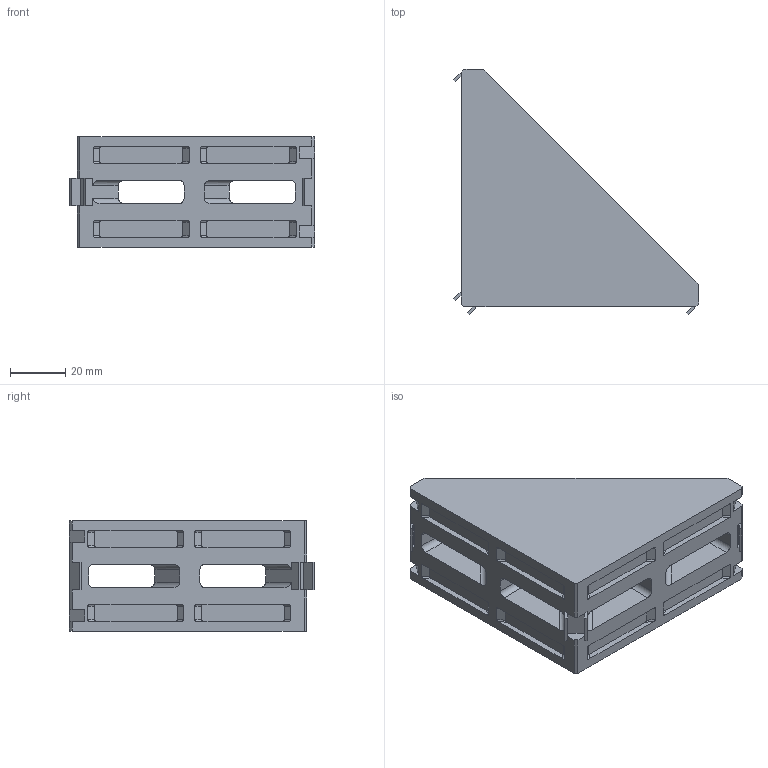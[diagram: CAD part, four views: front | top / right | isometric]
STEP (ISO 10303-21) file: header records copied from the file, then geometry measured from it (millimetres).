
FILE_DESCRIPTION (( 'STEP AP214' ), '1' );
FILE_NAME ('SNSS.30.70.31 Óãëîâîé àëþìèíèåâûé ñîåäèíèòåëü 45õ90, ïàç 10(X07).STEP', '2018-08-14T09:32:49', ( '' ), ( '' ), 'SwSTEP 2.0', 'SolidWorks 2018', '' );
FILE_SCHEMA (( 'AUTOMOTIVE_DESIGN' ));
Length unit declared in the file: millimetre
Products named in the file (1): SNSS.30.70.31 Óãëîâîé àëþìèíèåâûé ñîåäèíèòåëü 45õ90, ïàç 10(X07)
Bounding box: 88.83 x 88.83 x 40 mm (x, y, z)
Volume: 69307 mm3; surface area: 24421.4 mm2
Topology: 1 solids, 1 shells, 167 faces, 471 edges, 312 vertices
Faces by surface type: plane 119, cylinder 48
Entity records: 5335 total; most frequent: CARTESIAN_POINT 1215, ORIENTED_EDGE 942, DIRECTION 727, EDGE_CURVE 471, LINE 375, VECTOR 375, VERTEX_POINT 312, EDGE_LOOP 181
